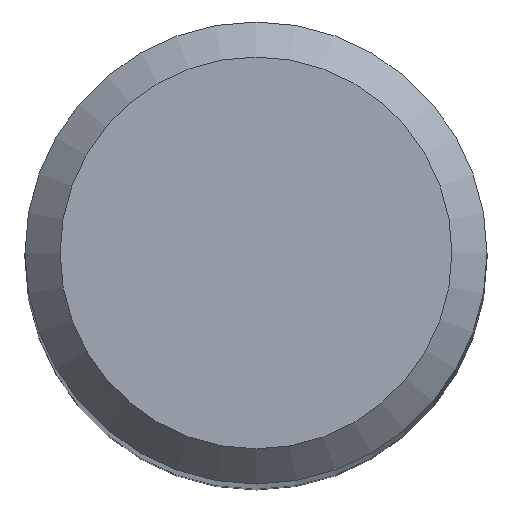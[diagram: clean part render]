
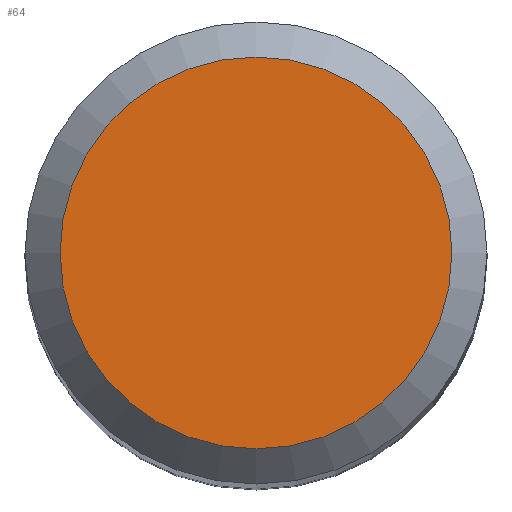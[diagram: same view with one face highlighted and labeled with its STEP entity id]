
A CAD part, top view. The second image highlights one B-rep face of the part: STEP entity #64.
In plain terms, the highlighted planar face has unit normal (0, 0, 1).
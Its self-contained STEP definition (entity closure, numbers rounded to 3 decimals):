
#53=PLANE('',#216);
#57=FACE_OUTER_BOUND('',#84,.T.);
#64=ADVANCED_FACE('',(#57),#53,.T.);
#84=EDGE_LOOP('',(#96));
#96=ORIENTED_EDGE('',*,*,#111,.T.);
#105=VERTEX_POINT('',#292);
#111=EDGE_CURVE('',#105,#105,#118,.T.);
#118=CIRCLE('',#215,4.24);
#215=AXIS2_PLACEMENT_3D('',#291,#252,#253);
#216=AXIS2_PLACEMENT_3D('',#293,#254,#255);
#252=DIRECTION('',(0.,0.,1.));
#253=DIRECTION('',(1.,0.,0.));
#254=DIRECTION('',(0.,0.,1.));
#255=DIRECTION('',(1.,0.,0.));
#291=CARTESIAN_POINT('',(0.,0.,0.));
#292=CARTESIAN_POINT('',(4.24,0.,0.));
#293=CARTESIAN_POINT('',(0.,5.,0.));
